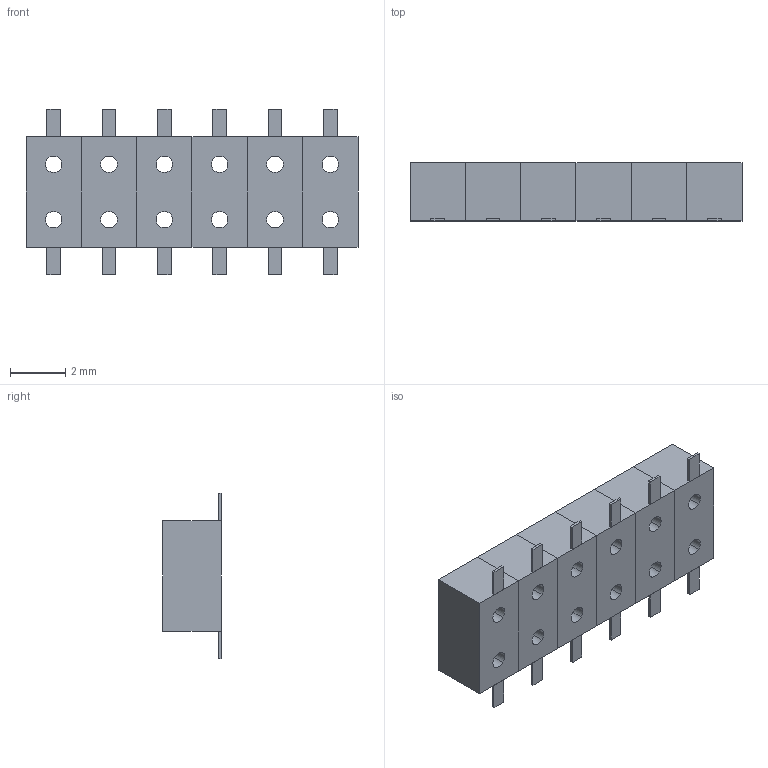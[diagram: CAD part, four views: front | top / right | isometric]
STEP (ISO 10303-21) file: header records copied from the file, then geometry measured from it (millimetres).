
FILE_DESCRIPTION (( 'STEP AP214' ), '1' );
FILE_NAME ('SD87340-12.STEP', '2020-06-15T05:12:38', ( '' ), ( '' ), 'SwSTEP 2.0', 'SolidWorks 2018', '' );
FILE_SCHEMA (( 'AUTOMOTIVE_DESIGN' ));
Length unit declared in the file: millimetre
Products named in the file (1): SD87340-12
Bounding box: 12 x 2.1 x 6 mm (x, y, z)
Volume: 92.6 mm3; surface area: 305.2 mm2
Topology: 18 solids, 18 shells, 204 faces, 456 edges, 288 vertices
Faces by surface type: plane 108, bspline 96
Entity records: 14603 total; most frequent: CARTESIAN_POINT 9709, ORIENTED_EDGE 912, DIRECTION 578, EDGE_CURVE 456, VERTEX_POINT 288, VECTOR 264, LINE 264, EDGE_LOOP 228
